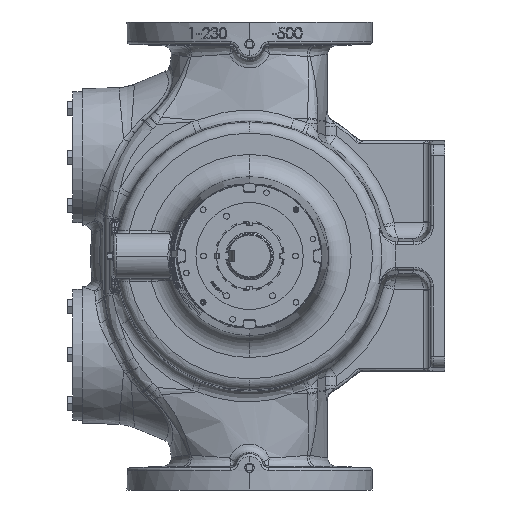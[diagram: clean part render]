
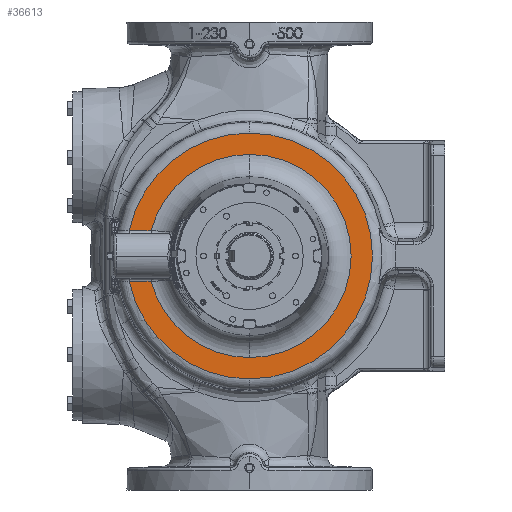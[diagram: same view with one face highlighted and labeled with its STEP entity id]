
A CAD part, left-side view. The second image highlights one B-rep face of the part: STEP entity #36613.
In plain terms, the highlighted planar face has unit normal (-1, 0, 0).
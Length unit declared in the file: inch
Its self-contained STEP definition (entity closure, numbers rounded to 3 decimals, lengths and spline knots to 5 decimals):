
#62 = DIRECTION ( 'NONE',  ( -1., 0., 0. ) ) ;
#424 = CARTESIAN_POINT ( 'NONE',  ( -9.56, 0., 0. ) ) ;
#5437 = VERTEX_POINT ( 'NONE', #47658 ) ;
#6426 = DIRECTION ( 'NONE',  ( 0., 0., 1. ) ) ;
#6551 = DIRECTION ( 'NONE',  ( 1., 0., 0. ) ) ;
#6570 = CARTESIAN_POINT ( 'NONE',  ( -9.56, 0., 0. ) ) ;
#9725 = EDGE_CURVE ( 'NONE', #102659, #106869, #63019, .T. ) ;
#10055 = VERTEX_POINT ( 'NONE', #81625 ) ;
#15068 = CARTESIAN_POINT ( 'NONE',  ( -9.56, 5.39926, -1.13445 ) ) ;
#17188 = CARTESIAN_POINT ( 'NONE',  ( -9.56, 0., 4.55861 ) ) ;
#17288 = CIRCLE ( 'NONE', #72293, 5.51716 ) ;
#22132 = EDGE_CURVE ( 'NONE', #5437, #10055, #108336, .T. ) ;
#24108 = EDGE_CURVE ( 'NONE', #10055, #45403, #77401, .T. ) ;
#24880 = EDGE_CURVE ( 'NONE', #106869, #105208, #102993, .T. ) ;
#27447 = EDGE_CURVE ( 'NONE', #63432, #102659, #55333, .T. ) ;
#28446 = EDGE_LOOP ( 'NONE', ( #37044, #35899, #35612, #34136, #33913, #33819, #32467, #32039 ) ) ;
#30522 = CARTESIAN_POINT ( 'NONE',  ( -9.56, 5.39926, 1.13445 ) ) ;
#32039 = ORIENTED_EDGE ( 'NONE', *, *, #9725, .T. ) ;
#32467 = ORIENTED_EDGE ( 'NONE', *, *, #27447, .T. ) ;
#33819 = ORIENTED_EDGE ( 'NONE', *, *, #49665, .T. ) ;
#33913 = ORIENTED_EDGE ( 'NONE', *, *, #40900, .T. ) ;
#34136 = ORIENTED_EDGE ( 'NONE', *, *, #24108, .T. ) ;
#35612 = ORIENTED_EDGE ( 'NONE', *, *, #22132, .T. ) ;
#35883 = CARTESIAN_POINT ( 'NONE',  ( -9.56, 0., -5.51716 ) ) ;
#35899 = ORIENTED_EDGE ( 'NONE', *, *, #51527, .T. ) ;
#36613 = ADVANCED_FACE ( 'NONE', ( #109509 ), #88038, .T. ) ;
#37044 = ORIENTED_EDGE ( 'NONE', *, *, #24880, .T. ) ;
#40900 = EDGE_CURVE ( 'NONE', #45403, #54256, #106307, .T. ) ;
#43772 = AXIS2_PLACEMENT_3D ( 'NONE', #73267, #73163, #73133 ) ;
#45403 = VERTEX_POINT ( 'NONE', #15068 ) ;
#45507 = CARTESIAN_POINT ( 'NONE',  ( -9.56, 4.4155, 1.13325 ) ) ;
#47658 = CARTESIAN_POINT ( 'NONE',  ( -9.56, 0., -4.55861 ) ) ;
#49665 = EDGE_CURVE ( 'NONE', #54256, #63432, #17288, .T. ) ;
#51527 = EDGE_CURVE ( 'NONE', #105208, #5437, #55962, .T. ) ;
#54256 = VERTEX_POINT ( 'NONE', #35883 ) ;
#55333 = CIRCLE ( 'NONE', #43772, 5.51716 ) ;
#55962 = CIRCLE ( 'NONE', #92172, 4.55861 ) ;
#59307 = DIRECTION ( 'NONE',  ( 0., -1., -0.001 ) ) ;
#60632 = CARTESIAN_POINT ( 'NONE',  ( -9.56, 4.44349, 1.13329 ) ) ;
#62600 = VECTOR ( 'NONE', #59307, 39.37008 ) ;
#63019 = LINE ( 'NONE', #60632, #62600 ) ;
#63432 = VERTEX_POINT ( 'NONE', #83987 ) ;
#63900 = AXIS2_PLACEMENT_3D ( 'NONE', #93602, #93367, #93269 ) ;
#70736 = CARTESIAN_POINT ( 'NONE',  ( -9.56, 5.42217, -1.13448 ) ) ;
#72293 = AXIS2_PLACEMENT_3D ( 'NONE', #80041, #79914, #79806 ) ;
#73133 = DIRECTION ( 'NONE',  ( 0., 0., 1. ) ) ;
#73163 = DIRECTION ( 'NONE',  ( -1., 0., 0. ) ) ;
#73267 = CARTESIAN_POINT ( 'NONE',  ( -9.56, 0., 0. ) ) ;
#74619 = AXIS2_PLACEMENT_3D ( 'NONE', #86843, #86724, #86616 ) ;
#76292 = VECTOR ( 'NONE', #77183, 39.37008 ) ;
#76355 = AXIS2_PLACEMENT_3D ( 'NONE', #424, #62, #110049 ) ;
#77183 = DIRECTION ( 'NONE',  ( 0., 1., -0.001 ) ) ;
#77401 = LINE ( 'NONE', #70736, #76292 ) ;
#79806 = DIRECTION ( 'NONE',  ( 0., 0., 1. ) ) ;
#79914 = DIRECTION ( 'NONE',  ( -1., 0., 0. ) ) ;
#80041 = CARTESIAN_POINT ( 'NONE',  ( -9.56, 0., 0. ) ) ;
#81625 = CARTESIAN_POINT ( 'NONE',  ( -9.56, 4.4155, -1.13325 ) ) ;
#83987 = CARTESIAN_POINT ( 'NONE',  ( -9.56, 0., 5.51716 ) ) ;
#86108 = DIRECTION ( 'NONE',  ( 0., 0., 1. ) ) ;
#86223 = DIRECTION ( 'NONE',  ( 1., 0., 0. ) ) ;
#86345 = CARTESIAN_POINT ( 'NONE',  ( -9.56, 0., 0. ) ) ;
#86616 = DIRECTION ( 'NONE',  ( 0., 0., 1. ) ) ;
#86724 = DIRECTION ( 'NONE',  ( -1., 0., 0. ) ) ;
#86843 = CARTESIAN_POINT ( 'NONE',  ( -9.56, 6., 0. ) ) ;
#87667 = AXIS2_PLACEMENT_3D ( 'NONE', #6570, #6551, #6426 ) ;
#88038 = PLANE ( 'NONE',  #74619 ) ;
#92172 = AXIS2_PLACEMENT_3D ( 'NONE', #86345, #86223, #86108 ) ;
#93269 = DIRECTION ( 'NONE',  ( 0., 0., 1. ) ) ;
#93367 = DIRECTION ( 'NONE',  ( 1., 0., 0. ) ) ;
#93602 = CARTESIAN_POINT ( 'NONE',  ( -9.56, 0., 0. ) ) ;
#102659 = VERTEX_POINT ( 'NONE', #30522 ) ;
#102993 = CIRCLE ( 'NONE', #63900, 4.55861 ) ;
#105208 = VERTEX_POINT ( 'NONE', #17188 ) ;
#106307 = CIRCLE ( 'NONE', #76355, 5.51716 ) ;
#106869 = VERTEX_POINT ( 'NONE', #45507 ) ;
#108336 = CIRCLE ( 'NONE', #87667, 4.55861 ) ;
#109509 = FACE_OUTER_BOUND ( 'NONE', #28446, .T. ) ;
#110049 = DIRECTION ( 'NONE',  ( 0., 0., 1. ) ) ;
